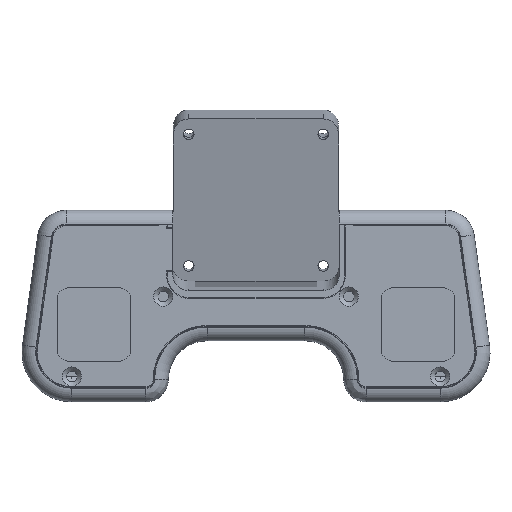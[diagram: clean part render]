
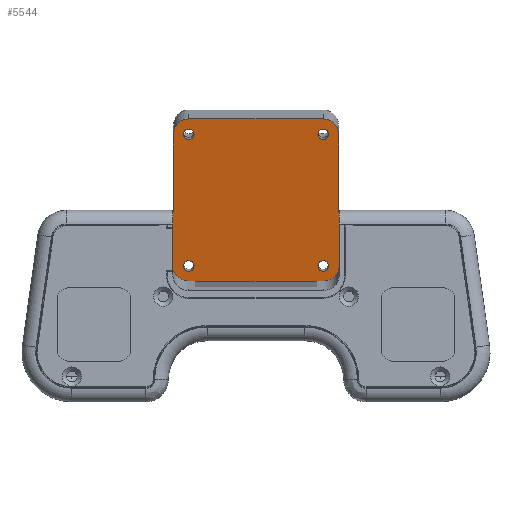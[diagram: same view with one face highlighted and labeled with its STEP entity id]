
A CAD part, top view. The second image highlights one B-rep face of the part: STEP entity #5544.
In plain terms, the highlighted planar face has unit normal (0, -0.208, 0.978).
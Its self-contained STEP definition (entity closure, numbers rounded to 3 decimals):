
#218=FACE_BOUND('',#1024,.T.);
#219=FACE_BOUND('',#1025,.T.);
#220=FACE_BOUND('',#1026,.T.);
#221=FACE_BOUND('',#1027,.T.);
#415=PLANE('',#6083);
#686=FACE_OUTER_BOUND('',#1023,.T.);
#1023=EDGE_LOOP('',(#4972,#4973,#4974,#4975,#4976,#4977,#4978,#4979,#4980,
#4981,#4982,#4983,#4984,#4985,#4986,#4987,#4988,#4989));
#1024=EDGE_LOOP('',(#4990));
#1025=EDGE_LOOP('',(#4991));
#1026=EDGE_LOOP('',(#4992));
#1027=EDGE_LOOP('',(#4993));
#1337=LINE('',#10430,#1811);
#1355=LINE('',#10469,#1829);
#1359=LINE('',#10476,#1833);
#1377=LINE('',#10642,#1851);
#1398=LINE('',#10700,#1872);
#1479=LINE('',#10950,#1953);
#1488=LINE('',#10968,#1962);
#1493=LINE('',#10981,#1967);
#1511=LINE('',#11049,#1985);
#1522=LINE('',#11103,#1996);
#1523=LINE('',#11105,#1997);
#1524=LINE('',#11109,#1998);
#1525=LINE('',#11112,#1999);
#1811=VECTOR('',#6946,10.);
#1829=VECTOR('',#6980,10.);
#1833=VECTOR('',#6984,10.);
#1851=VECTOR('',#7090,10.);
#1872=VECTOR('',#7155,10.);
#1953=VECTOR('',#7396,10.);
#1962=VECTOR('',#7409,10.);
#1967=VECTOR('',#7426,10.);
#1985=VECTOR('',#7470,10.);
#1996=VECTOR('',#7509,10.);
#1997=VECTOR('',#7510,10.);
#1998=VECTOR('',#7513,10.);
#1999=VECTOR('',#7516,10.);
#2129=CIRCLE('',#5844,1.75);
#2131=CIRCLE('',#5847,1.75);
#2133=CIRCLE('',#5850,1.75);
#2135=CIRCLE('',#5853,1.75);
#2226=CIRCLE('',#6053,5.);
#2227=CIRCLE('',#6055,10.);
#2237=CIRCLE('',#6082,5.);
#2238=CIRCLE('',#6084,5.);
#2239=CIRCLE('',#6085,5.);
#2526=VERTEX_POINT('',#9761);
#2528=VERTEX_POINT('',#9767);
#2530=VERTEX_POINT('',#9773);
#2532=VERTEX_POINT('',#9779);
#2590=VERTEX_POINT('',#10419);
#2594=VERTEX_POINT('',#10429);
#2604=VERTEX_POINT('',#10468);
#2607=VERTEX_POINT('',#10474);
#2644=VERTEX_POINT('',#10639);
#2645=VERTEX_POINT('',#10641);
#2659=VERTEX_POINT('',#10697);
#2660=VERTEX_POINT('',#10699);
#2735=VERTEX_POINT('',#10946);
#2737=VERTEX_POINT('',#10949);
#2742=VERTEX_POINT('',#10961);
#2744=VERTEX_POINT('',#10966);
#2746=VERTEX_POINT('',#10976);
#2770=VERTEX_POINT('',#11099);
#2771=VERTEX_POINT('',#11104);
#2772=VERTEX_POINT('',#11106);
#2773=VERTEX_POINT('',#11108);
#2774=VERTEX_POINT('',#11110);
#3168=EDGE_CURVE('',#2526,#2526,#2129,.T.);
#3171=EDGE_CURVE('',#2528,#2528,#2131,.T.);
#3174=EDGE_CURVE('',#2530,#2530,#2133,.T.);
#3177=EDGE_CURVE('',#2532,#2532,#2135,.T.);
#3253=EDGE_CURVE('',#2594,#2590,#1337,.T.);
#3273=EDGE_CURVE('',#2590,#2604,#1355,.T.);
#3277=EDGE_CURVE('',#2607,#2594,#1359,.T.);
#3329=EDGE_CURVE('',#2644,#2645,#1377,.T.);
#3358=EDGE_CURVE('',#2659,#2660,#1398,.T.);
#3477=EDGE_CURVE('',#2735,#2737,#1479,.T.);
#3487=EDGE_CURVE('',#2742,#2744,#1488,.T.);
#3490=EDGE_CURVE('',#2735,#2604,#2226,.T.);
#3492=EDGE_CURVE('',#2737,#2746,#2227,.T.);
#3495=EDGE_CURVE('',#2644,#2742,#1493,.F.);
#3525=EDGE_CURVE('',#2746,#2744,#1511,.T.);
#3535=EDGE_CURVE('',#2607,#2770,#2237,.T.);
#3537=EDGE_CURVE('',#2770,#2660,#1522,.F.);
#3538=EDGE_CURVE('',#2659,#2771,#1523,.T.);
#3539=EDGE_CURVE('',#2771,#2772,#2238,.T.);
#3540=EDGE_CURVE('',#2772,#2773,#1524,.T.);
#3541=EDGE_CURVE('',#2773,#2774,#2239,.T.);
#3542=EDGE_CURVE('',#2774,#2645,#1525,.T.);
#4972=ORIENTED_EDGE('',*,*,#3490,.T.);
#4973=ORIENTED_EDGE('',*,*,#3273,.F.);
#4974=ORIENTED_EDGE('',*,*,#3253,.F.);
#4975=ORIENTED_EDGE('',*,*,#3277,.F.);
#4976=ORIENTED_EDGE('',*,*,#3535,.T.);
#4977=ORIENTED_EDGE('',*,*,#3537,.T.);
#4978=ORIENTED_EDGE('',*,*,#3358,.F.);
#4979=ORIENTED_EDGE('',*,*,#3538,.T.);
#4980=ORIENTED_EDGE('',*,*,#3539,.T.);
#4981=ORIENTED_EDGE('',*,*,#3540,.T.);
#4982=ORIENTED_EDGE('',*,*,#3541,.T.);
#4983=ORIENTED_EDGE('',*,*,#3542,.T.);
#4984=ORIENTED_EDGE('',*,*,#3329,.F.);
#4985=ORIENTED_EDGE('',*,*,#3495,.T.);
#4986=ORIENTED_EDGE('',*,*,#3487,.T.);
#4987=ORIENTED_EDGE('',*,*,#3525,.F.);
#4988=ORIENTED_EDGE('',*,*,#3492,.F.);
#4989=ORIENTED_EDGE('',*,*,#3477,.F.);
#4990=ORIENTED_EDGE('',*,*,#3168,.T.);
#4991=ORIENTED_EDGE('',*,*,#3171,.T.);
#4992=ORIENTED_EDGE('',*,*,#3174,.T.);
#4993=ORIENTED_EDGE('',*,*,#3177,.T.);
#5544=ADVANCED_FACE('',(#686,#218,#219,#220,#221),#415,.T.);
#5844=AXIS2_PLACEMENT_3D('',#9763,#6812,#6813);
#5847=AXIS2_PLACEMENT_3D('',#9769,#6819,#6820);
#5850=AXIS2_PLACEMENT_3D('',#9775,#6826,#6827);
#5853=AXIS2_PLACEMENT_3D('',#9781,#6833,#6834);
#6053=AXIS2_PLACEMENT_3D('',#10973,#7415,#7416);
#6055=AXIS2_PLACEMENT_3D('',#10977,#7420,#7421);
#6082=AXIS2_PLACEMENT_3D('',#11100,#7504,#7505);
#6083=AXIS2_PLACEMENT_3D('',#11102,#7507,#7508);
#6084=AXIS2_PLACEMENT_3D('',#11107,#7511,#7512);
#6085=AXIS2_PLACEMENT_3D('',#11111,#7514,#7515);
#6812=DIRECTION('center_axis',(0.,0.208,-0.978));
#6813=DIRECTION('ref_axis',(1.,0.,0.));
#6819=DIRECTION('center_axis',(0.,0.208,-0.978));
#6820=DIRECTION('ref_axis',(1.,0.,0.));
#6826=DIRECTION('center_axis',(0.,0.208,-0.978));
#6827=DIRECTION('ref_axis',(1.,0.,0.));
#6833=DIRECTION('center_axis',(0.,0.208,-0.978));
#6834=DIRECTION('ref_axis',(1.,0.,0.));
#6946=DIRECTION('',(-1.,0.,0.));
#6980=DIRECTION('',(-1.,0.,0.));
#6984=DIRECTION('',(-1.,0.,0.));
#7090=DIRECTION('',(1.,0.,0.));
#7155=DIRECTION('',(1.,0.,0.));
#7396=DIRECTION('',(-1.,0.,0.));
#7409=DIRECTION('',(-1.,0.,0.));
#7415=DIRECTION('center_axis',(0.,-0.208,
0.978));
#7416=DIRECTION('ref_axis',(-0.707,-0.692,-0.147));
#7420=DIRECTION('center_axis',(0.,0.208,-0.978));
#7421=DIRECTION('ref_axis',(-1.,0.,0.));
#7426=DIRECTION('',(0.,0.978,0.208));
#7470=DIRECTION('',(0.,0.978,0.208));
#7504=DIRECTION('center_axis',(0.,-0.208,
0.978));
#7505=DIRECTION('ref_axis',(0.707,-0.692,-0.147));
#7507=DIRECTION('center_axis',(0.,-0.208,
0.978));
#7508=DIRECTION('ref_axis',(1.,0.,0.));
#7509=DIRECTION('',(0.,-0.978,-0.208));
#7510=DIRECTION('',(0.,0.978,0.208));
#7511=DIRECTION('center_axis',(0.,-0.208,
0.978));
#7512=DIRECTION('ref_axis',(1.,0.,0.));
#7513=DIRECTION('',(-1.,0.,0.));
#7514=DIRECTION('center_axis',(0.,-0.208,
0.978));
#7515=DIRECTION('ref_axis',(0.,0.978,0.208));
#7516=DIRECTION('',(0.,-0.978,-0.208));
#9761=CARTESIAN_POINT('',(-23.75,-23.859,6.435));
#9763=CARTESIAN_POINT('Origin',(-22.,-23.859,6.435));
#9767=CARTESIAN_POINT('',(20.25,-23.859,6.435));
#9769=CARTESIAN_POINT('Origin',(22.,-23.859,6.435));
#9773=CARTESIAN_POINT('',(-23.75,19.179,15.583));
#9775=CARTESIAN_POINT('Origin',(-22.,19.179,15.583));
#9779=CARTESIAN_POINT('',(20.25,19.179,15.583));
#9781=CARTESIAN_POINT('Origin',(22.,19.179,15.583));
#10419=CARTESIAN_POINT('',(-20.,-28.796,5.386));
#10429=CARTESIAN_POINT('',(20.,-28.796,5.386));
#10430=CARTESIAN_POINT('',(-11.,-28.796,5.386));
#10468=CARTESIAN_POINT('',(-22.2,-28.796,5.386));
#10469=CARTESIAN_POINT('',(-11.,-28.796,5.386));
#10474=CARTESIAN_POINT('',(22.2,-28.796,5.386));
#10476=CARTESIAN_POINT('',(-11.,-28.796,5.386));
#10639=CARTESIAN_POINT('',(-27.2,-6.107,10.209));
#10641=CARTESIAN_POINT('',(-27.,-6.107,10.209));
#10642=CARTESIAN_POINT('',(-31.039,-6.107,10.209));
#10697=CARTESIAN_POINT('',(27.,-6.107,10.209));
#10699=CARTESIAN_POINT('',(27.2,-6.107,10.209));
#10700=CARTESIAN_POINT('',(-31.039,-6.107,10.209));
#10946=CARTESIAN_POINT('',(-26.89,-25.599,6.066));
#10949=CARTESIAN_POINT('',(-31.812,-25.599,6.066));
#10950=CARTESIAN_POINT('',(-27.,-25.599,6.066));
#10961=CARTESIAN_POINT('',(-27.2,-11.324,9.1));
#10966=CARTESIAN_POINT('',(-32.,-11.324,9.1));
#10968=CARTESIAN_POINT('',(-27.,-11.324,9.1));
#10973=CARTESIAN_POINT('Origin',(-22.2,-23.905,6.426));
#10976=CARTESIAN_POINT('',(-32.,-23.71,6.467));
#10977=CARTESIAN_POINT('Origin',(-22.,-23.71,6.467));
#10981=CARTESIAN_POINT('',(-27.2,13.46,14.368));
#11049=CARTESIAN_POINT('',(-32.,4.002,12.358));
#11099=CARTESIAN_POINT('',(27.2,-23.905,6.426));
#11100=CARTESIAN_POINT('Origin',(22.2,-23.905,6.426));
#11102=CARTESIAN_POINT('Origin',(0.,7.591,
13.12));
#11103=CARTESIAN_POINT('',(27.2,-8.059,9.794));
#11104=CARTESIAN_POINT('',(27.,19.329,15.615));
#11105=CARTESIAN_POINT('',(27.,-9.038,9.586));
#11106=CARTESIAN_POINT('',(22.,24.219,16.655));
#11107=CARTESIAN_POINT('Origin',(22.,19.329,15.615));
#11108=CARTESIAN_POINT('',(-22.,24.219,16.655));
#11109=CARTESIAN_POINT('',(22.,24.219,16.655));
#11110=CARTESIAN_POINT('',(-27.,19.329,15.615));
#11111=CARTESIAN_POINT('Origin',(-22.,19.329,15.615));
#11112=CARTESIAN_POINT('',(-27.,19.329,15.615));
